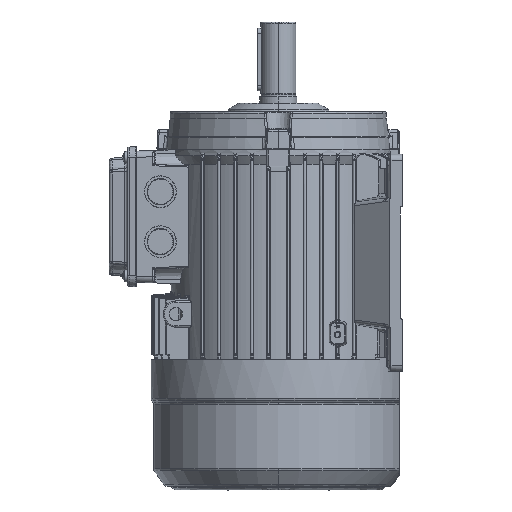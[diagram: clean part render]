
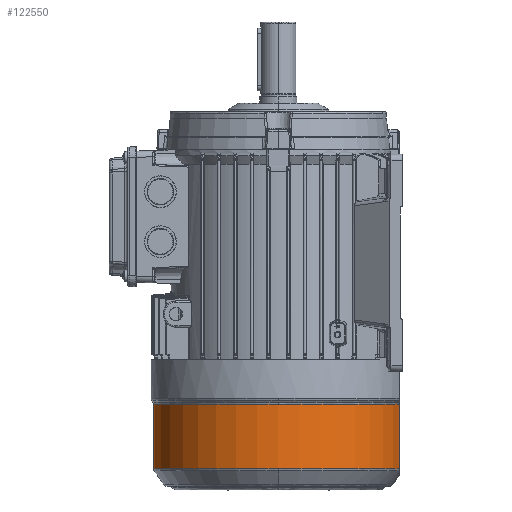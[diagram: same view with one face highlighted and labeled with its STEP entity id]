
A CAD part, left-side view. The second image highlights one B-rep face of the part: STEP entity #122550.
In plain terms, the highlighted cylindrical face has radius 100 mm (diameter 200 mm), a partial arc.
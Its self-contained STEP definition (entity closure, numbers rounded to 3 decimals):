
#1304 = AXIS2_PLACEMENT_3D ( 'NONE', #90054, #6110, #119785 ) ;
#5387 = ORIENTED_EDGE ( 'NONE', *, *, #115941, .T. ) ;
#6110 = DIRECTION ( 'NONE',  ( 0., 0., 1. ) ) ;
#6215 = CARTESIAN_POINT ( 'NONE',  ( 0., 0., -259.86 ) ) ;
#7022 = EDGE_CURVE ( 'NONE', #108704, #45937, #68188, .T. ) ;
#9766 = CARTESIAN_POINT ( 'NONE',  ( 0., 0., -259.86 ) ) ;
#11130 = VECTOR ( 'NONE', #105825, 1000. ) ;
#11507 = ORIENTED_EDGE ( 'NONE', *, *, #113902, .T. ) ;
#16414 = VERTEX_POINT ( 'NONE', #73322 ) ;
#17230 = AXIS2_PLACEMENT_3D ( 'NONE', #52747, #20396, #40980 ) ;
#18666 = CIRCLE ( 'NONE', #109732, 100. ) ;
#20396 = DIRECTION ( 'NONE',  ( 0., 0., 1. ) ) ;
#20609 = ORIENTED_EDGE ( 'NONE', *, *, #99325, .T. ) ;
#31543 = CARTESIAN_POINT ( 'NONE',  ( 100., 0., -208.248 ) ) ;
#32484 = ORIENTED_EDGE ( 'NONE', *, *, #65166, .T. ) ;
#32867 = CARTESIAN_POINT ( 'NONE',  ( -24.553, -96.939, -259.86 ) ) ;
#37759 = CARTESIAN_POINT ( 'NONE',  ( 0., 0., -208.248 ) ) ;
#38238 = DIRECTION ( 'NONE',  ( 0., 0., 1. ) ) ;
#40419 = CARTESIAN_POINT ( 'NONE',  ( 24.553, -96.939, -259.86 ) ) ;
#40980 = DIRECTION ( 'NONE',  ( 0., -1., 0. ) ) ;
#43476 = CIRCLE ( 'NONE', #1304, 100. ) ;
#45937 = VERTEX_POINT ( 'NONE', #75061 ) ;
#46075 = CARTESIAN_POINT ( 'NONE',  ( -100., 0., -259.86 ) ) ;
#48798 = VERTEX_POINT ( 'NONE', #135327 ) ;
#49529 = VERTEX_POINT ( 'NONE', #46075 ) ;
#52747 = CARTESIAN_POINT ( 'NONE',  ( 0., 0., -259.86 ) ) ;
#52783 = ORIENTED_EDGE ( 'NONE', *, *, #123746, .T. ) ;
#53341 = LINE ( 'NONE', #113628, #77777 ) ;
#59952 = DIRECTION ( 'NONE',  ( 0., -1., 0. ) ) ;
#62671 = DIRECTION ( 'NONE',  ( 0., -1., 0. ) ) ;
#65166 = EDGE_CURVE ( 'NONE', #48798, #92988, #112099, .T. ) ;
#66420 = FACE_OUTER_BOUND ( 'NONE', #95353, .T. ) ;
#68188 = LINE ( 'NONE', #32867, #11130 ) ;
#70748 = CIRCLE ( 'NONE', #123022, 100. ) ;
#73101 = EDGE_CURVE ( 'NONE', #124568, #16414, #43476, .T. ) ;
#73115 = ORIENTED_EDGE ( 'NONE', *, *, #101300, .T. ) ;
#73322 = CARTESIAN_POINT ( 'NONE',  ( 100., 0., -259.86 ) ) ;
#74735 = CARTESIAN_POINT ( 'NONE',  ( 0., 0., -208.248 ) ) ;
#75061 = CARTESIAN_POINT ( 'NONE',  ( -24.553, -96.939, -208.248 ) ) ;
#76210 = CYLINDRICAL_SURFACE ( 'NONE', #85706, 100. ) ;
#76522 = AXIS2_PLACEMENT_3D ( 'NONE', #101467, #111949, #59952 ) ;
#76974 = CIRCLE ( 'NONE', #17230, 100. ) ;
#77777 = VECTOR ( 'NONE', #123276, 1000. ) ;
#85706 = AXIS2_PLACEMENT_3D ( 'NONE', #9766, #125236, #62671 ) ;
#88215 = AXIS2_PLACEMENT_3D ( 'NONE', #37759, #132703, #121273 ) ;
#90054 = CARTESIAN_POINT ( 'NONE',  ( 0., 0., -259.86 ) ) ;
#90237 = CIRCLE ( 'NONE', #76522, 100. ) ;
#92054 = VERTEX_POINT ( 'NONE', #120144 ) ;
#92988 = VERTEX_POINT ( 'NONE', #31543 ) ;
#95353 = EDGE_LOOP ( 'NONE', ( #121999, #5387, #20609, #134109, #11507, #32484, #73115, #52783 ) ) ;
#99325 = EDGE_CURVE ( 'NONE', #49529, #108704, #18666, .T. ) ;
#101300 = EDGE_CURVE ( 'NONE', #92988, #92054, #90237, .T. ) ;
#101467 = CARTESIAN_POINT ( 'NONE',  ( 0., 0., -208.248 ) ) ;
#104879 = DIRECTION ( 'NONE',  ( 0., 0., -1. ) ) ;
#105825 = DIRECTION ( 'NONE',  ( 0., 0., 1. ) ) ;
#108704 = VERTEX_POINT ( 'NONE', #110138 ) ;
#109732 = AXIS2_PLACEMENT_3D ( 'NONE', #6215, #38238, #120817 ) ;
#110138 = CARTESIAN_POINT ( 'NONE',  ( -24.553, -96.939, -259.86 ) ) ;
#111949 = DIRECTION ( 'NONE',  ( 0., 0., -1. ) ) ;
#112099 = CIRCLE ( 'NONE', #88215, 100. ) ;
#113628 = CARTESIAN_POINT ( 'NONE',  ( 24.553, -96.939, -259.86 ) ) ;
#113902 = EDGE_CURVE ( 'NONE', #45937, #48798, #70748, .T. ) ;
#115941 = EDGE_CURVE ( 'NONE', #16414, #49529, #76974, .T. ) ;
#117186 = DIRECTION ( 'NONE',  ( 0., -1., 0. ) ) ;
#119785 = DIRECTION ( 'NONE',  ( 0., -1., 0. ) ) ;
#120144 = CARTESIAN_POINT ( 'NONE',  ( 24.553, -96.939, -208.248 ) ) ;
#120817 = DIRECTION ( 'NONE',  ( 0., -1., 0. ) ) ;
#121273 = DIRECTION ( 'NONE',  ( 0., -1., 0. ) ) ;
#121999 = ORIENTED_EDGE ( 'NONE', *, *, #73101, .T. ) ;
#122550 = ADVANCED_FACE ( 'NONE', ( #66420 ), #76210, .T. ) ;
#123022 = AXIS2_PLACEMENT_3D ( 'NONE', #74735, #104879, #117186 ) ;
#123276 = DIRECTION ( 'NONE',  ( 0., 0., -1. ) ) ;
#123746 = EDGE_CURVE ( 'NONE', #92054, #124568, #53341, .T. ) ;
#124568 = VERTEX_POINT ( 'NONE', #40419 ) ;
#125236 = DIRECTION ( 'NONE',  ( 0., 0., 1. ) ) ;
#132703 = DIRECTION ( 'NONE',  ( 0., 0., -1. ) ) ;
#134109 = ORIENTED_EDGE ( 'NONE', *, *, #7022, .T. ) ;
#135327 = CARTESIAN_POINT ( 'NONE',  ( -100., 0., -208.248 ) ) ;
